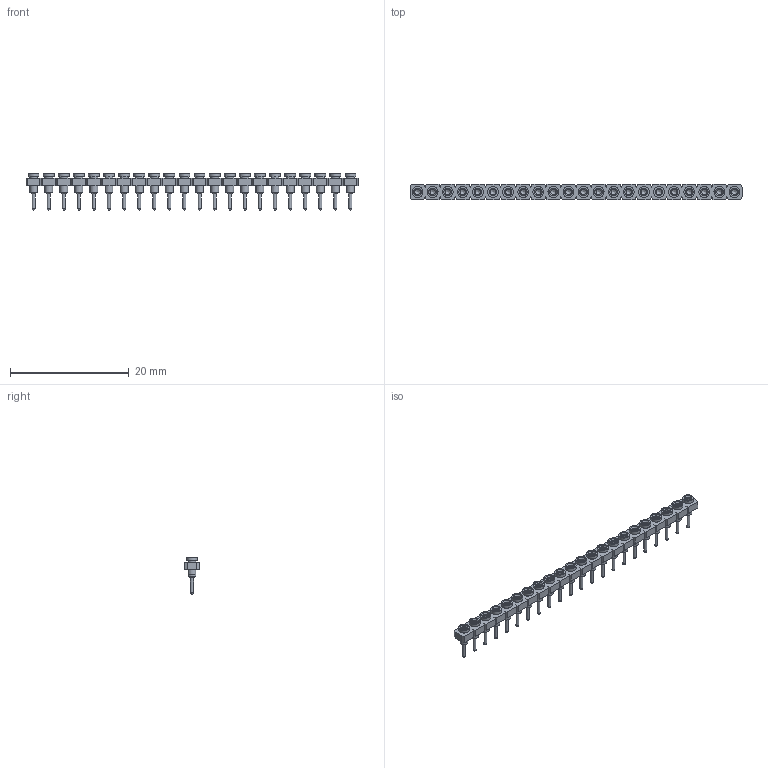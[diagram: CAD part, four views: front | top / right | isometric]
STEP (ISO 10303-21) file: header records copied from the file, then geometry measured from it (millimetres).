
FILE_DESCRIPTION(('FreeCAD Model'),'2;1');
FILE_NAME('Open CASCADE Shape Model','2025-01-11T13:34:13',(''),(''), 'Open CASCADE STEP processor 7.8','FreeCAD','Unknown');
FILE_SCHEMA(('AUTOMOTIVE_DESIGN { 1 0 10303 214 1 1 1 1 }'));
Length unit declared in the file: millimetre
Products named in the file (23): SL-122_socket; SC-4P1_pins231; SC-4P1_pins232; SC-4P1_pins233; SC-4P1_pins234; SC-4P1_pins235; SC-4P1_pins236; SC-4P1_pins237; SC-4P1_pins238; SC-4P1_pins239; SC-4P1_pins240; SC-4P1_pins241; SC-4P1_pins242; SC-4P1_pins243; SC-4P1_pins244; SC-4P1_pins245; SC-4P1_pins246; SC-4P1_pins247; SC-4P1_pins248; SC-4P1_pins249; SC-4P1_pins250; SC-4P1_pins251; SC-4P1_pins275
Bounding box: 55.88 x 2.54 x 6.1 mm (x, y, z)
Volume: 211.4 mm3; surface area: 1248.7 mm2
Topology: 23 solids, 23 shells, 510 faces, 1128 edges, 730 vertices
Faces by surface type: plane 246, cylinder 154, cone 88, sphere 22
Full cylindrical faces by diameter (mm): 0.508 x22, 0.914 x22, 1.016 x22, 1.321 x66, 1.829 x22
Entity records: 14192 total; most frequent: CARTESIAN_POINT 2677, DIRECTION 2260, ORIENTED_EDGE 2168, EDGE_CURVE 1084, AXIS2_PLACEMENT_3D 929, VERTEX_POINT 730, FACE_BOUND 664, EDGE_LOOP 664
